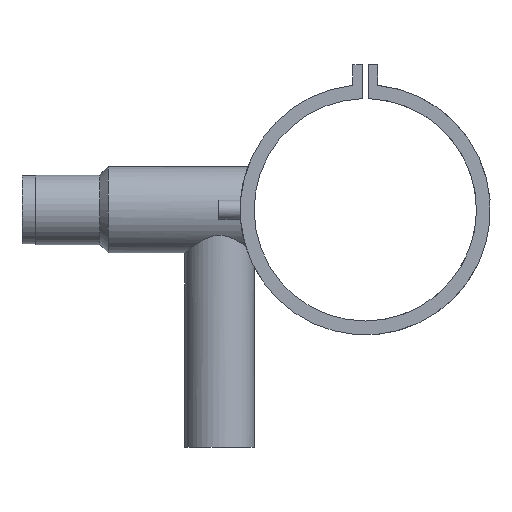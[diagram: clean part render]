
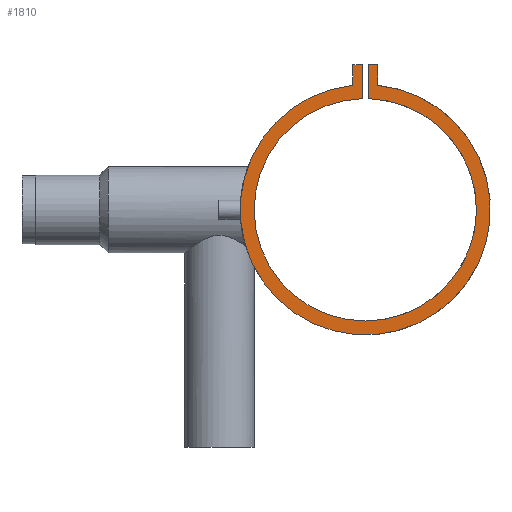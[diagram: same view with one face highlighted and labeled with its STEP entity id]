
A CAD part, left-side view. The second image highlights one B-rep face of the part: STEP entity #1810.
In plain terms, the highlighted planar face has unit normal (-1, 0, 0).
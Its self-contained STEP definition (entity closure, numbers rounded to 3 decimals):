
#55 = ORIENTED_EDGE ( 'NONE', *, *, #589, .F. ) ;
#76 = DIRECTION ( 'NONE',  ( 1., 0., 0. ) ) ;
#207 = CARTESIAN_POINT ( 'NONE',  ( -69., -9., 104.549 ) ) ;
#218 = VECTOR ( 'NONE', #221, 1000. ) ;
#221 = DIRECTION ( 'NONE',  ( 0., 0., -1. ) ) ;
#226 = ORIENTED_EDGE ( 'NONE', *, *, #1241, .F. ) ;
#253 = VERTEX_POINT ( 'NONE', #1546 ) ;
#310 = CARTESIAN_POINT ( 'NONE',  ( -69., 2., 79.975 ) ) ;
#339 = AXIS2_PLACEMENT_3D ( 'NONE', #1417, #2208, #418 ) ;
#365 = VERTEX_POINT ( 'NONE', #310 ) ;
#372 = LINE ( 'NONE', #1175, #1047 ) ;
#415 = VERTEX_POINT ( 'NONE', #1372 ) ;
#418 = DIRECTION ( 'NONE',  ( 0., 0., -1. ) ) ;
#429 = CARTESIAN_POINT ( 'NONE',  ( -69., -2., 104.549 ) ) ;
#509 = EDGE_CURVE ( 'NONE', #1239, #1181, #1999, .T. ) ;
#528 = ORIENTED_EDGE ( 'NONE', *, *, #2349, .F. ) ;
#589 = EDGE_CURVE ( 'NONE', #1844, #1239, #2217, .T. ) ;
#606 = LINE ( 'NONE', #1409, #711 ) ;
#614 = PLANE ( 'NONE',  #339 ) ;
#627 = CARTESIAN_POINT ( 'NONE',  ( -69., -2., 104.549 ) ) ;
#677 = CARTESIAN_POINT ( 'NONE',  ( -69., 0., 0. ) ) ;
#711 = VECTOR ( 'NONE', #2197, 1000. ) ;
#718 = EDGE_CURVE ( 'NONE', #1181, #253, #1344, .T. ) ;
#733 = LINE ( 'NONE', #1535, #838 ) ;
#834 = ORIENTED_EDGE ( 'NONE', *, *, #509, .F. ) ;
#838 = VECTOR ( 'NONE', #2316, 1000. ) ;
#875 = DIRECTION ( 'NONE',  ( 0., 0., -1. ) ) ;
#988 = CARTESIAN_POINT ( 'NONE',  ( -69., 2., 104.549 ) ) ;
#996 = EDGE_CURVE ( 'NONE', #1945, #1335, #372, .T. ) ;
#1006 = DIRECTION ( 'NONE',  ( 0., 0., -1. ) ) ;
#1047 = VECTOR ( 'NONE', #1969, 1000. ) ;
#1092 = ORIENTED_EDGE ( 'NONE', *, *, #718, .F. ) ;
#1100 = AXIS2_PLACEMENT_3D ( 'NONE', #677, #1479, #2262 ) ;
#1154 = ORIENTED_EDGE ( 'NONE', *, *, #996, .F. ) ;
#1175 = CARTESIAN_POINT ( 'NONE',  ( -69., 9., 104.549 ) ) ;
#1181 = VERTEX_POINT ( 'NONE', #1499 ) ;
#1219 = LINE ( 'NONE', #2014, #218 ) ;
#1235 = DIRECTION ( 'NONE',  ( 0., -1., 0. ) ) ;
#1239 = VERTEX_POINT ( 'NONE', #2500 ) ;
#1241 = EDGE_CURVE ( 'NONE', #253, #1945, #733, .T. ) ;
#1277 = EDGE_LOOP ( 'NONE', ( #1092, #834, #55, #2298, #528, #2131, #1154, #226 ) ) ;
#1335 = VERTEX_POINT ( 'NONE', #988 ) ;
#1341 = AXIS2_PLACEMENT_3D ( 'NONE', #1869, #76, #875 ) ;
#1344 = CIRCLE ( 'NONE', #1341, 90. ) ;
#1372 = CARTESIAN_POINT ( 'NONE',  ( -69., -2., 79.975 ) ) ;
#1409 = CARTESIAN_POINT ( 'NONE',  ( -69., -2., 104.549 ) ) ;
#1413 = EDGE_CURVE ( 'NONE', #415, #1844, #606, .T. ) ;
#1417 = CARTESIAN_POINT ( 'NONE',  ( -69., 0., 0. ) ) ;
#1474 = VECTOR ( 'NONE', #1235, 1000. ) ;
#1479 = DIRECTION ( 'NONE',  ( -1., 0., 0. ) ) ;
#1499 = CARTESIAN_POINT ( 'NONE',  ( -69., -9., 89.549 ) ) ;
#1535 = CARTESIAN_POINT ( 'NONE',  ( -69., 9., 104.549 ) ) ;
#1546 = CARTESIAN_POINT ( 'NONE',  ( -69., 9., 89.549 ) ) ;
#1592 = VECTOR ( 'NONE', #1006, 1000. ) ;
#1810 = ADVANCED_FACE ( 'NONE', ( #2389 ), #614, .F. ) ;
#1844 = VERTEX_POINT ( 'NONE', #627 ) ;
#1869 = CARTESIAN_POINT ( 'NONE',  ( -69., 0., 0. ) ) ;
#1945 = VERTEX_POINT ( 'NONE', #2059 ) ;
#1969 = DIRECTION ( 'NONE',  ( 0., -1., 0. ) ) ;
#1999 = LINE ( 'NONE', #207, #1592 ) ;
#2014 = CARTESIAN_POINT ( 'NONE',  ( -69., 2., 104.549 ) ) ;
#2059 = CARTESIAN_POINT ( 'NONE',  ( -69., 9., 104.549 ) ) ;
#2131 = ORIENTED_EDGE ( 'NONE', *, *, #2222, .F. ) ;
#2197 = DIRECTION ( 'NONE',  ( 0., 0., 1. ) ) ;
#2208 = DIRECTION ( 'NONE',  ( 1., 0., 0. ) ) ;
#2217 = LINE ( 'NONE', #429, #1474 ) ;
#2220 = CIRCLE ( 'NONE', #1100, 80. ) ;
#2222 = EDGE_CURVE ( 'NONE', #1335, #365, #1219, .T. ) ;
#2262 = DIRECTION ( 'NONE',  ( 0., 0., -1. ) ) ;
#2298 = ORIENTED_EDGE ( 'NONE', *, *, #1413, .F. ) ;
#2316 = DIRECTION ( 'NONE',  ( 0., 0., 1. ) ) ;
#2349 = EDGE_CURVE ( 'NONE', #365, #415, #2220, .T. ) ;
#2389 = FACE_OUTER_BOUND ( 'NONE', #1277, .T. ) ;
#2500 = CARTESIAN_POINT ( 'NONE',  ( -69., -9., 104.549 ) ) ;
